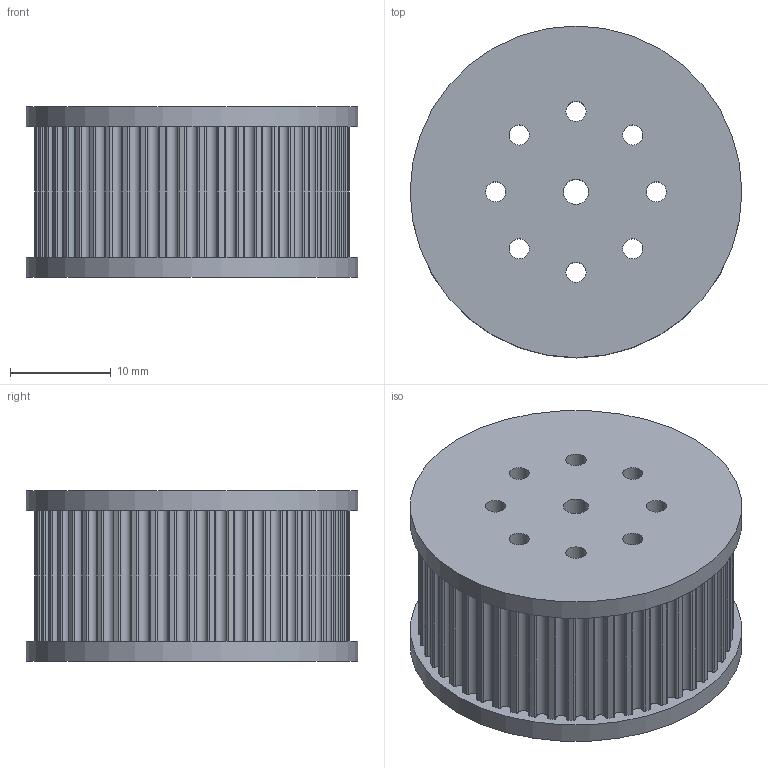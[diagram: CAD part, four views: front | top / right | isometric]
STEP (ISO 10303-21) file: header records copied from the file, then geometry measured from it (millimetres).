
FILE_DESCRIPTION(/* description */ ('STEP AP242','CAx-IF Rec.Pracs.---Representation and Presentation of Product Manufacturing Information (PMI)---4.0---2014-10-13','CAx-IF Rec.Pracs.---3D Tessellated Geometry---0.4---2014-09-14','2;1'),/* implementation_level */ '2;1');
FILE_NAME(/* name */ '639be33215990649025331c0',/* time_stamp */ '2022-12-16T03:17:07+00:00',/* author */ (''),/* organization */ (''),/* preprocessor_version */ 'ST-DEVELOPER v18.102',/* originating_system */ ' ',/* authorisation */ ' ');
FILE_SCHEMA (('AP242_MANAGED_MODEL_BASED_3D_ENGINEERING_MIM_LF { 1 0 10303 442 1 1 4 }'));
Length unit declared in the file: metre
Products named in the file (1): Part 1
Bounding box: 33 x 33 x 17 mm (x, y, z)
Volume: 12321.6 mm3; surface area: 5185 mm2
Topology: 1 solids, 1 shells, 217 faces, 645 edges, 433 vertices
Faces by surface type: cylinder 212, plane 5
Full cylindrical faces by diameter (mm): 2 x8, 2.5 x1, 9 x1, 33 x2
Entity records: 7472 total; most frequent: DIRECTION 1484, CARTESIAN_POINT 1266, ORIENTED_EDGE 1248, AXIS2_PLACEMENT_3D 642, EDGE_CURVE 624, VERTEX_POINT 424, CIRCLE 424, EDGE_LOOP 250
